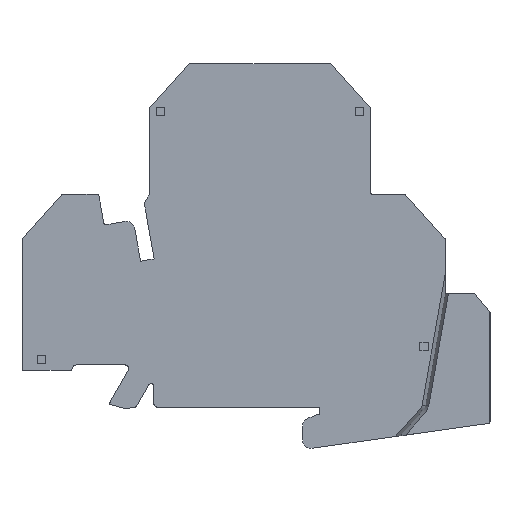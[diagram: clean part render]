
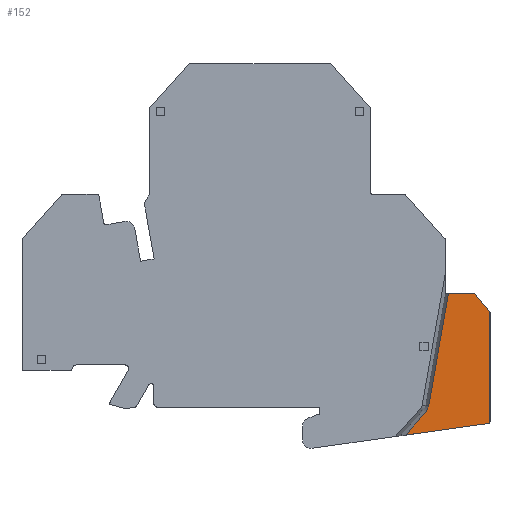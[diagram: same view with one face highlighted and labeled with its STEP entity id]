
A CAD part, left-side view. The second image highlights one B-rep face of the part: STEP entity #152.
In plain terms, the highlighted planar face has unit normal (-1, 0, 0).
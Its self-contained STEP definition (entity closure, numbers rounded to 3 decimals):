
#74=AXIS2_PLACEMENT_3D('Plane Axis2P3D',#71,#72,#73) ;
#102=AXIS2_PLACEMENT_3D('Circle Axis2P3D',#100,#101,$) ;
#116=AXIS2_PLACEMENT_3D('Circle Axis2P3D',#114,#115,$) ;
#130=AXIS2_PLACEMENT_3D('Circle Axis2P3D',#128,#129,$) ;
#36=CARTESIAN_POINT('Line Origine',(2.3,12.778,4.162)) ;
#40=CARTESIAN_POINT('Vertex',(2.3,14.499,2.254)) ;
#42=CARTESIAN_POINT('Vertex',(2.3,11.057,6.071)) ;
#71=CARTESIAN_POINT('Axis2P3D Location',(2.3,38.554,0.894)) ;
#76=CARTESIAN_POINT('Line Origine',(2.3,8.797,16.932)) ;
#80=CARTESIAN_POINT('Vertex',(2.3,10.485,7.369)) ;
#82=CARTESIAN_POINT('Vertex',(2.3,7.109,26.494)) ;
#86=CARTESIAN_POINT('Control Point',(2.3,11.057,6.071)) ;
#87=CARTESIAN_POINT('Control Point',(2.3,10.873,6.292)) ;
#88=CARTESIAN_POINT('Control Point',(2.3,10.72,6.538)) ;
#89=CARTESIAN_POINT('Control Point',(2.3,10.602,6.805)) ;
#90=CARTESIAN_POINT('Control Point',(2.3,10.523,7.084)) ;
#91=CARTESIAN_POINT('Control Point',(2.3,10.485,7.369)) ;
#93=CARTESIAN_POINT('Line Origine',(2.3,7.378,3.255)) ;
#97=CARTESIAN_POINT('Vertex',(2.3,0.258,4.255)) ;
#100=CARTESIAN_POINT('Axis2P3D Location',(2.3,0.3,4.553)) ;
#104=CARTESIAN_POINT('Vertex',(2.3,0.,4.553)) ;
#107=CARTESIAN_POINT('Line Origine',(2.3,0.,13.908)) ;
#111=CARTESIAN_POINT('Vertex',(2.3,0.,23.263)) ;
#114=CARTESIAN_POINT('Axis2P3D Location',(2.3,0.3,23.263)) ;
#118=CARTESIAN_POINT('Vertex',(2.3,0.07,23.456)) ;
#121=CARTESIAN_POINT('Line Origine',(2.3,1.3,24.921)) ;
#125=CARTESIAN_POINT('Vertex',(2.3,2.53,26.387)) ;
#128=CARTESIAN_POINT('Axis2P3D Location',(2.3,2.76,26.194)) ;
#132=CARTESIAN_POINT('Vertex',(2.3,2.76,26.494)) ;
#135=CARTESIAN_POINT('Line Origine',(2.3,4.934,26.494)) ;
#37=DIRECTION('Vector Direction',(0.,-0.67,0.743)) ;
#72=DIRECTION('Axis2P3D Direction',(1.,0.,0.)) ;
#73=DIRECTION('Axis2P3D XDirection',(0.,1.,0.)) ;
#77=DIRECTION('Vector Direction',(0.,-0.174,0.985)) ;
#94=DIRECTION('Vector Direction',(0.,0.99,-0.139)) ;
#101=DIRECTION('Axis2P3D Direction',(1.,0.,0.)) ;
#108=DIRECTION('Vector Direction',(0.,0.,-1.)) ;
#115=DIRECTION('Axis2P3D Direction',(1.,0.,0.)) ;
#122=DIRECTION('Vector Direction',(0.,0.643,0.766)) ;
#129=DIRECTION('Axis2P3D Direction',(1.,0.,0.)) ;
#136=DIRECTION('Vector Direction',(0.,1.,0.)) ;
#38=VECTOR('Line Direction',#37,1.) ;
#78=VECTOR('Line Direction',#77,1.) ;
#95=VECTOR('Line Direction',#94,1.) ;
#109=VECTOR('Line Direction',#108,1.) ;
#123=VECTOR('Line Direction',#122,1.) ;
#137=VECTOR('Line Direction',#136,1.) ;
#141=ORIENTED_EDGE('',*,*,#84,.F.) ;
#142=ORIENTED_EDGE('',*,*,#92,.T.) ;
#143=ORIENTED_EDGE('',*,*,#44,.F.) ;
#144=ORIENTED_EDGE('',*,*,#99,.F.) ;
#145=ORIENTED_EDGE('',*,*,#106,.F.) ;
#146=ORIENTED_EDGE('',*,*,#113,.F.) ;
#147=ORIENTED_EDGE('',*,*,#120,.F.) ;
#148=ORIENTED_EDGE('',*,*,#127,.T.) ;
#149=ORIENTED_EDGE('',*,*,#134,.F.) ;
#150=ORIENTED_EDGE('',*,*,#139,.T.) ;
#152=ADVANCED_FACE('K\X2\00F6\X0\rper.3',(#151),#75,.F.) ;
#85=B_SPLINE_CURVE_WITH_KNOTS('',5,(#86,#87,#88,#89,#90,#91),.UNSPECIFIED.,.F.,.U.,(6,6),(0.,2.032),.UNSPECIFIED.) ;
#103=CIRCLE('generated circle',#102,0.3) ;
#117=CIRCLE('generated circle',#116,0.3) ;
#131=CIRCLE('generated circle',#130,0.3) ;
#44=EDGE_CURVE('',#41,#43,#39,.T.) ;
#84=EDGE_CURVE('',#81,#83,#79,.T.) ;
#92=EDGE_CURVE('',#81,#43,#85,.F.) ;
#99=EDGE_CURVE('',#98,#41,#96,.T.) ;
#106=EDGE_CURVE('',#105,#98,#103,.T.) ;
#113=EDGE_CURVE('',#112,#105,#110,.T.) ;
#120=EDGE_CURVE('',#119,#112,#117,.T.) ;
#127=EDGE_CURVE('',#119,#126,#124,.T.) ;
#134=EDGE_CURVE('',#133,#126,#131,.T.) ;
#139=EDGE_CURVE('',#133,#83,#138,.T.) ;
#140=EDGE_LOOP('',(#141,#142,#143,#144,#145,#146,#147,#148,#149,#150)) ;
#151=FACE_OUTER_BOUND('',#140,.T.) ;
#39=LINE('Line',#36,#38) ;
#79=LINE('Line',#76,#78) ;
#96=LINE('Line',#93,#95) ;
#110=LINE('Line',#107,#109) ;
#124=LINE('Line',#121,#123) ;
#138=LINE('Line',#135,#137) ;
#75=PLANE('',#74) ;
#41=VERTEX_POINT('',#40) ;
#43=VERTEX_POINT('',#42) ;
#81=VERTEX_POINT('',#80) ;
#83=VERTEX_POINT('',#82) ;
#98=VERTEX_POINT('',#97) ;
#105=VERTEX_POINT('',#104) ;
#112=VERTEX_POINT('',#111) ;
#119=VERTEX_POINT('',#118) ;
#126=VERTEX_POINT('',#125) ;
#133=VERTEX_POINT('',#132) ;
